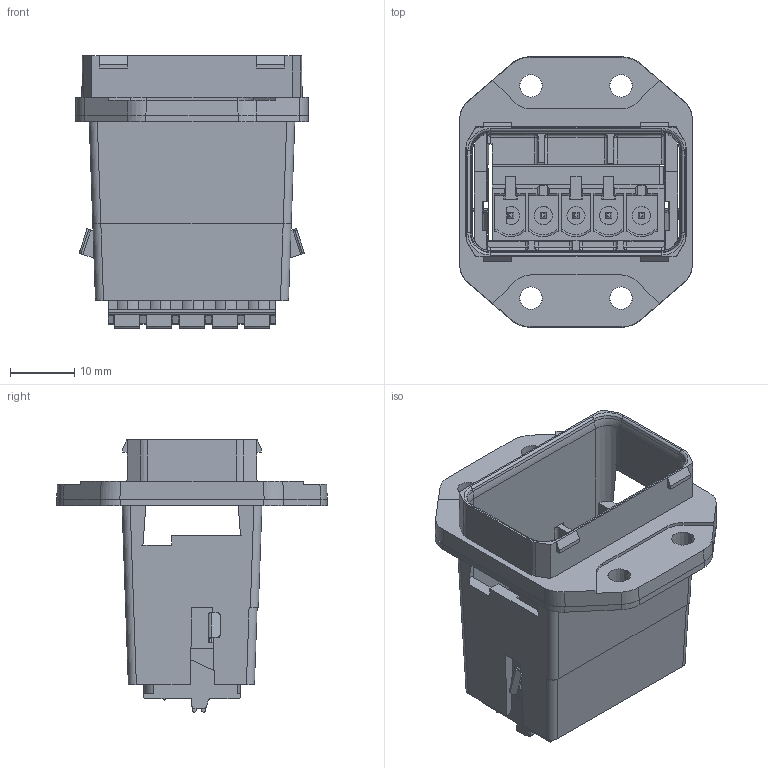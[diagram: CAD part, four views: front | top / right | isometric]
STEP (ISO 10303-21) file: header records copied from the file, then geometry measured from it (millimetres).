
FILE_DESCRIPTION(('CATIA V5 STEP Exchange','CAx-IF Rec.Pracs.--- Model Styling and Organization---1.5--- 2016-08-15','CAx-IF Rec.Pracs.---Supplemental Geometry---1.0---2011-11-01','CAx-IF Rec.Pracs.--- Composite Materials ---1.1---2010-07-15'),'2;1');
FILE_NAME ('D1462888_0', '2024-11-26T05:57:17+00:00', ('none'), ('Weidmueller'), 'CATIA Version 5-6 Release 2022 SP4 HF5', 'CATIA V5 STEP AP214 v3', 'none');
FILE_SCHEMA(('AUTOMOTIVE_DESIGN { 1 0 10303 214 1 1 1 1 }'));
Length unit declared in the file: millimetre
Products named in the file (1): 2493480000
Bounding box: 36.2 x 42 x 42.28 mm (x, y, z)
Volume: 13317.3 mm3; surface area: 14237 mm2
Topology: 1 solids, 5 shells, 999 faces, 2684 edges, 1696 vertices
Faces by surface type: plane 624, cylinder 262, cone 58, sphere 30, torus 22, bspline 3
Entity records: 31107 total; most frequent: CARTESIAN_POINT 8149, ORIENTED_EDGE 5308, DIRECTION 3426, EDGE_CURVE 2654, VECTOR 1890, LINE 1890, VERTEX_POINT 1696, EDGE_LOOP 1060
